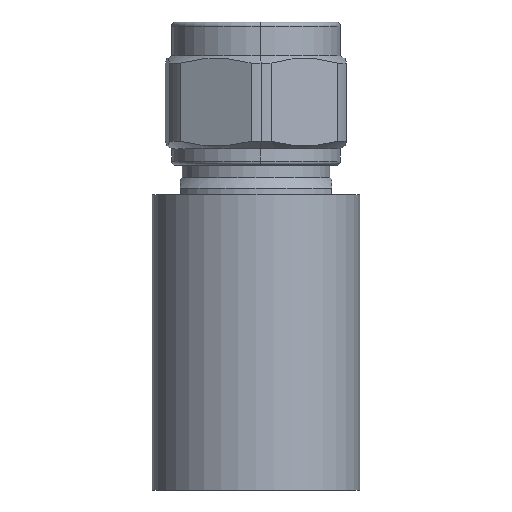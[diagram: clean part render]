
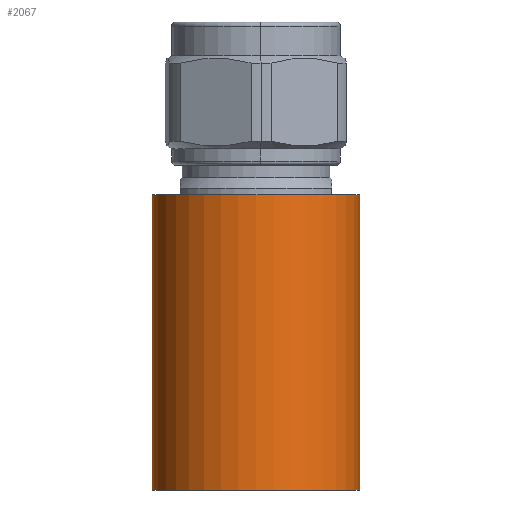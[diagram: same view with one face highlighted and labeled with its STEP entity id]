
A CAD part, front view. The second image highlights one B-rep face of the part: STEP entity #2067.
In plain terms, the highlighted cylindrical face has radius 12.3 mm (diameter 24.6 mm), a partial arc.
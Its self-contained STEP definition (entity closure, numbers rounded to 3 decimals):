
#38 = VECTOR ( 'NONE', #4176, 1000. ) ;
#405 = CARTESIAN_POINT ( 'NONE',  ( -12.3, 0., -19.266 ) ) ;
#419 = CARTESIAN_POINT ( 'NONE',  ( 0., 0., 15.734 ) ) ;
#611 = EDGE_CURVE ( 'NONE', #3020, #4068, #3099, .T. ) ;
#682 = ORIENTED_EDGE ( 'NONE', *, *, #1300, .F. ) ;
#703 = CARTESIAN_POINT ( 'NONE',  ( 12.3, 0., 15.734 ) ) ;
#801 = FACE_OUTER_BOUND ( 'NONE', #1116, .T. ) ;
#895 = DIRECTION ( 'NONE',  ( 0., 0., -1. ) ) ;
#1116 = EDGE_LOOP ( 'NONE', ( #682, #2532, #4241, #5307 ) ) ;
#1300 = EDGE_CURVE ( 'NONE', #4276, #4068, #5053, .T. ) ;
#1313 = CARTESIAN_POINT ( 'NONE',  ( 12.3, 0., 15.734 ) ) ;
#2030 = EDGE_CURVE ( 'NONE', #3856, #3020, #2515, .T. ) ;
#2067 = ADVANCED_FACE ( 'NONE', ( #801 ), #3738, .T. ) ;
#2068 = CIRCLE ( 'NONE', #3377, 12.3 ) ;
#2515 = LINE ( 'NONE', #2946, #38 ) ;
#2532 = ORIENTED_EDGE ( 'NONE', *, *, #2809, .F. ) ;
#2590 = AXIS2_PLACEMENT_3D ( 'NONE', #419, #2971, #4636 ) ;
#2640 = CARTESIAN_POINT ( 'NONE',  ( 0., 0., -19.266 ) ) ;
#2809 = EDGE_CURVE ( 'NONE', #3856, #4276, #2068, .T. ) ;
#2844 = VECTOR ( 'NONE', #895, 1000. ) ;
#2939 = CARTESIAN_POINT ( 'NONE',  ( 0., 0., 15.734 ) ) ;
#2946 = CARTESIAN_POINT ( 'NONE',  ( -12.3, 0., 15.734 ) ) ;
#2971 = DIRECTION ( 'NONE',  ( 0., 0., -1. ) ) ;
#3020 = VERTEX_POINT ( 'NONE', #405 ) ;
#3099 = CIRCLE ( 'NONE', #5097, 12.3 ) ;
#3132 = DIRECTION ( 'NONE',  ( 0., 0., 1. ) ) ;
#3270 = DIRECTION ( 'NONE',  ( 0., 0., 1. ) ) ;
#3377 = AXIS2_PLACEMENT_3D ( 'NONE', #2939, #3270, #5356 ) ;
#3456 = DIRECTION ( 'NONE',  ( 1., 0., 0. ) ) ;
#3738 = CYLINDRICAL_SURFACE ( 'NONE', #2590, 12.3 ) ;
#3856 = VERTEX_POINT ( 'NONE', #4339 ) ;
#4068 = VERTEX_POINT ( 'NONE', #4473 ) ;
#4176 = DIRECTION ( 'NONE',  ( 0., 0., -1. ) ) ;
#4241 = ORIENTED_EDGE ( 'NONE', *, *, #2030, .T. ) ;
#4276 = VERTEX_POINT ( 'NONE', #703 ) ;
#4339 = CARTESIAN_POINT ( 'NONE',  ( -12.3, 0., 15.734 ) ) ;
#4473 = CARTESIAN_POINT ( 'NONE',  ( 12.3, 0., -19.266 ) ) ;
#4636 = DIRECTION ( 'NONE',  ( -1., 0., 0. ) ) ;
#5053 = LINE ( 'NONE', #1313, #2844 ) ;
#5097 = AXIS2_PLACEMENT_3D ( 'NONE', #2640, #3132, #3456 ) ;
#5307 = ORIENTED_EDGE ( 'NONE', *, *, #611, .T. ) ;
#5356 = DIRECTION ( 'NONE',  ( 1., 0., 0. ) ) ;
